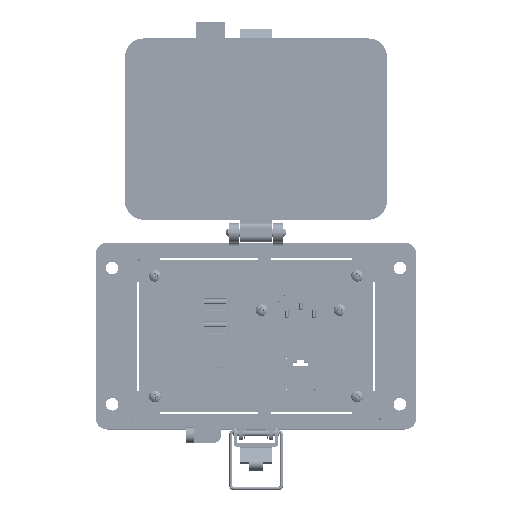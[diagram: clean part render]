
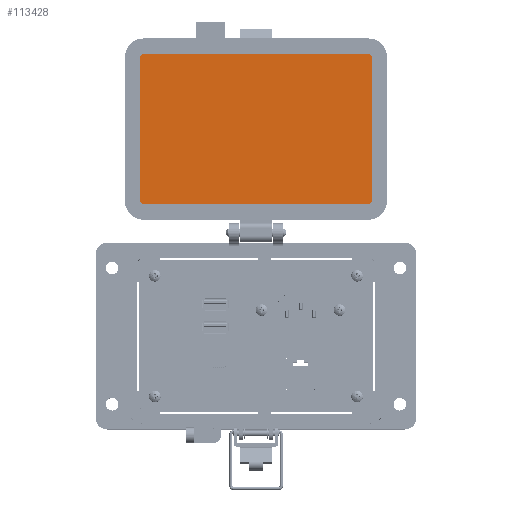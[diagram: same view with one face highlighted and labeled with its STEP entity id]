
A CAD part, top view. The second image highlights one B-rep face of the part: STEP entity #113428.
In plain terms, the highlighted planar face has unit normal (0, 0, 1).
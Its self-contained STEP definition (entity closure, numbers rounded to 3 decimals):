
#302 = AXIS2_PLACEMENT_3D ( 'NONE', #128750, #92224, #152813 ) ;
#1131 = VECTOR ( 'NONE', #37286, 1000. ) ;
#1496 = CARTESIAN_POINT ( 'NONE',  ( -57.72, 67.765, 8.694 ) ) ;
#2811 = VERTEX_POINT ( 'NONE', #134198 ) ;
#5580 = EDGE_CURVE ( 'NONE', #133990, #149206, #60063, .T. ) ;
#7931 = CARTESIAN_POINT ( 'NONE',  ( 57.717, 145.119, 8.694 ) ) ;
#9547 = CARTESIAN_POINT ( 'NONE',  ( 59.502, 69.55, 8.694 ) ) ;
#9905 = CARTESIAN_POINT ( 'NONE',  ( 57.717, 143.334, 8.694 ) ) ;
#11412 = VERTEX_POINT ( 'NONE', #127556 ) ;
#12621 = CARTESIAN_POINT ( 'NONE',  ( 57.717, 67.765, 8.694 ) ) ;
#16550 = EDGE_CURVE ( 'NONE', #94568, #133990, #68547, .T. ) ;
#22821 = EDGE_CURVE ( 'NONE', #11412, #58728, #65340, .T. ) ;
#24132 = EDGE_CURVE ( 'NONE', #50436, #94568, #40981, .T. ) ;
#28796 = CARTESIAN_POINT ( 'NONE',  ( 57.717, 69.55, 8.694 ) ) ;
#28848 = ORIENTED_EDGE ( 'NONE', *, *, #113999, .F. ) ;
#32436 = CARTESIAN_POINT ( 'NONE',  ( 59.502, 143.334, 8.694 ) ) ;
#33622 = LINE ( 'NONE', #57644, #42582 ) ;
#34022 = DIRECTION ( 'NONE',  ( 0., -1., 0. ) ) ;
#37286 = DIRECTION ( 'NONE',  ( -1., 0., 0. ) ) ;
#40981 = CIRCLE ( 'NONE', #100521, 1.785 ) ;
#42247 = DIRECTION ( 'NONE',  ( 0., -1., 0. ) ) ;
#42582 = VECTOR ( 'NONE', #69289, 1000. ) ;
#45263 = DIRECTION ( 'NONE',  ( 0., -1., 0. ) ) ;
#47343 = ORIENTED_EDGE ( 'NONE', *, *, #75952, .F. ) ;
#48672 = ORIENTED_EDGE ( 'NONE', *, *, #22821, .F. ) ;
#50078 = AXIS2_PLACEMENT_3D ( 'NONE', #28796, #101032, #76154 ) ;
#50436 = VERTEX_POINT ( 'NONE', #7931 ) ;
#57644 = CARTESIAN_POINT ( 'NONE',  ( -59.505, 143.334, 8.694 ) ) ;
#58728 = VERTEX_POINT ( 'NONE', #61040 ) ;
#60063 = CIRCLE ( 'NONE', #50078, 1.785 ) ;
#61040 = CARTESIAN_POINT ( 'NONE',  ( -59.505, 69.55, 8.694 ) ) ;
#61313 = LINE ( 'NONE', #1496, #1131 ) ;
#61430 = DIRECTION ( 'NONE',  ( 0., 0., -1. ) ) ;
#62177 = DIRECTION ( 'NONE',  ( 0., -1., 0. ) ) ;
#65340 = CIRCLE ( 'NONE', #152223, 1.785 ) ;
#66445 = VERTEX_POINT ( 'NONE', #107036 ) ;
#68547 = LINE ( 'NONE', #9547, #119314 ) ;
#69289 = DIRECTION ( 'NONE',  ( 0., 1., 0. ) ) ;
#71199 = DIRECTION ( 'NONE',  ( 0., 0., -1. ) ) ;
#73749 = ORIENTED_EDGE ( 'NONE', *, *, #5580, .F. ) ;
#75952 = EDGE_CURVE ( 'NONE', #149206, #11412, #61313, .T. ) ;
#76154 = DIRECTION ( 'NONE',  ( 0., -1., 0. ) ) ;
#82160 = EDGE_CURVE ( 'NONE', #2811, #66445, #135916, .T. ) ;
#82848 = FACE_OUTER_BOUND ( 'NONE', #86355, .T. ) ;
#83200 = CARTESIAN_POINT ( 'NONE',  ( -57.72, 69.55, 8.694 ) ) ;
#86355 = EDGE_LOOP ( 'NONE', ( #140249, #28848, #48672, #47343, #73749, #99098, #148711, #103986 ) ) ;
#89891 = DIRECTION ( 'NONE',  ( 1., 0., 0. ) ) ;
#92224 = DIRECTION ( 'NONE',  ( 0., 0., 1. ) ) ;
#94568 = VERTEX_POINT ( 'NONE', #32436 ) ;
#99098 = ORIENTED_EDGE ( 'NONE', *, *, #16550, .F. ) ;
#99244 = LINE ( 'NONE', #112443, #102724 ) ;
#100521 = AXIS2_PLACEMENT_3D ( 'NONE', #9905, #71199, #34022 ) ;
#101032 = DIRECTION ( 'NONE',  ( 0., 0., -1. ) ) ;
#101280 = CARTESIAN_POINT ( 'NONE',  ( -57.72, 143.334, 8.694 ) ) ;
#101731 = EDGE_CURVE ( 'NONE', #66445, #50436, #99244, .T. ) ;
#102724 = VECTOR ( 'NONE', #89891, 1000. ) ;
#103986 = ORIENTED_EDGE ( 'NONE', *, *, #101731, .F. ) ;
#107036 = CARTESIAN_POINT ( 'NONE',  ( -57.72, 145.119, 8.694 ) ) ;
#112443 = CARTESIAN_POINT ( 'NONE',  ( 57.717, 145.119, 8.694 ) ) ;
#113428 = ADVANCED_FACE ( 'NONE', ( #82848 ), #130274, .T. ) ;
#113999 = EDGE_CURVE ( 'NONE', #58728, #2811, #33622, .T. ) ;
#119314 = VECTOR ( 'NONE', #45263, 1000. ) ;
#127556 = CARTESIAN_POINT ( 'NONE',  ( -57.72, 67.765, 8.694 ) ) ;
#128750 = CARTESIAN_POINT ( 'NONE',  ( -30.745, 145.119, 8.694 ) ) ;
#130274 = PLANE ( 'NONE',  #302 ) ;
#130915 = CARTESIAN_POINT ( 'NONE',  ( 59.502, 69.55, 8.694 ) ) ;
#133990 = VERTEX_POINT ( 'NONE', #130915 ) ;
#134198 = CARTESIAN_POINT ( 'NONE',  ( -59.505, 143.334, 8.694 ) ) ;
#135916 = CIRCLE ( 'NONE', #148337, 1.785 ) ;
#140249 = ORIENTED_EDGE ( 'NONE', *, *, #82160, .F. ) ;
#148337 = AXIS2_PLACEMENT_3D ( 'NONE', #101280, #148666, #42247 ) ;
#148666 = DIRECTION ( 'NONE',  ( 0., 0., -1. ) ) ;
#148711 = ORIENTED_EDGE ( 'NONE', *, *, #24132, .F. ) ;
#149206 = VERTEX_POINT ( 'NONE', #12621 ) ;
#152223 = AXIS2_PLACEMENT_3D ( 'NONE', #83200, #61430, #62177 ) ;
#152813 = DIRECTION ( 'NONE',  ( 0., -1., 0. ) ) ;
